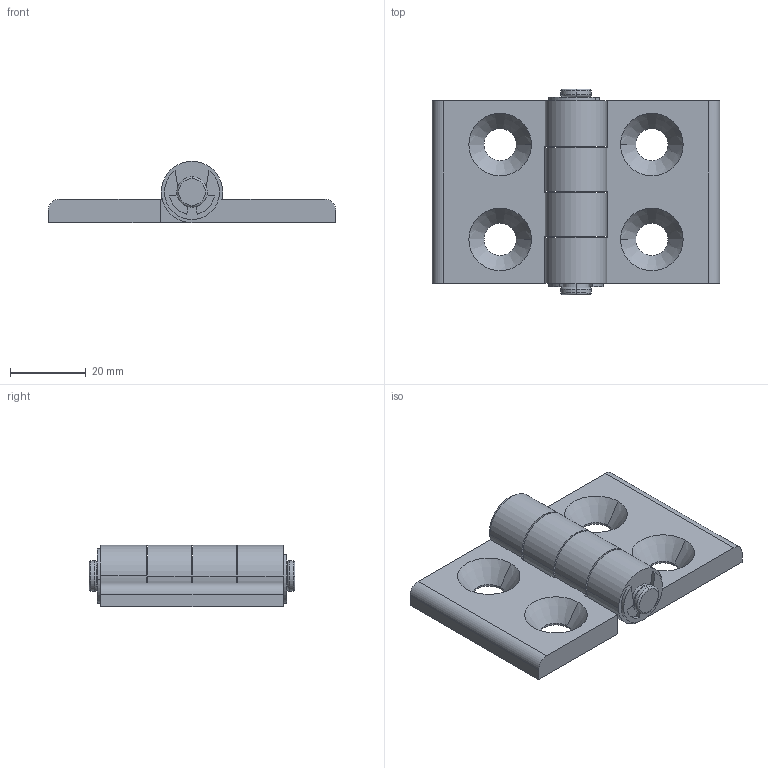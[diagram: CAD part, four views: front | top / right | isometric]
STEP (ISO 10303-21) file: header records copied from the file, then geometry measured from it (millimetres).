
FILE_DESCRIPTION (( 'STEP AP214' ), '1' );
FILE_NAME ('A817 Ïåòëÿ àëþìèíèåâàÿ 40õ40.STEP', '2024-03-07T14:30:27', ( '' ), ( '' ), 'SwSTEP 2.0', 'SolidWorks 2022', '' );
FILE_SCHEMA (( 'AUTOMOTIVE_DESIGN' ));
Length unit declared in the file: millimetre
Products named in the file (4): A817 Петля алюминиевая 40х40; A817 Кольцо_00; A817 Палец_00; A817 Петля, часть 40 серии_00
Assembly tree (5 placements, depth 2):
  A817 Петля алюминиевая 40х40
    A817 Петля, часть 40 серии_00  x2
    A817 Палец_00
    A817 Кольцо_00  x2
Bounding box: 75.75 x 54.25 x 16.2 mm (x, y, z)
Volume: 25200.4 mm3; surface area: 13728.9 mm2
Topology: 5 solids, 5 shells, 104 faces, 262 edges, 168 vertices
Faces by surface type: cylinder 50, plane 38, cone 8, torus 8
Entity records: 1960 total; most frequent: DIRECTION 354, CARTESIAN_POINT 306, ORIENTED_EDGE 292, EDGE_CURVE 146, AXIS2_PLACEMENT_3D 140, VERTEX_POINT 92, VECTOR 74, LINE 74
